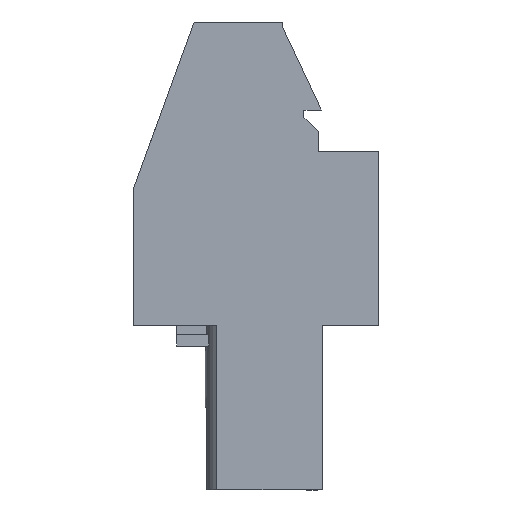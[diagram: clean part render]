
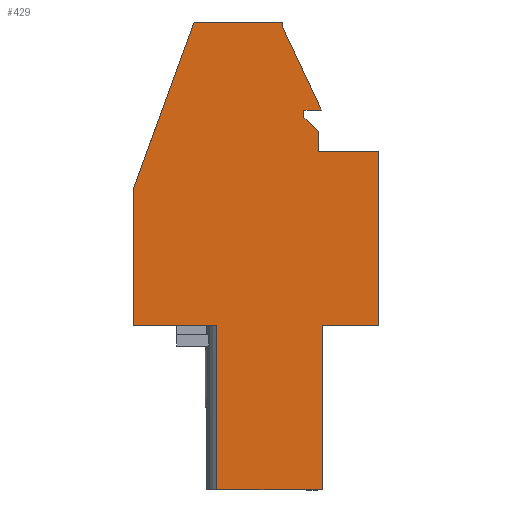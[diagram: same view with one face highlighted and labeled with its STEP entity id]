
A CAD part, left-side view. The second image highlights one B-rep face of the part: STEP entity #429.
In plain terms, the highlighted planar face has unit normal (-1, 0, 0).
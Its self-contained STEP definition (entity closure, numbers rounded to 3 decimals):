
#313=AXIS2_PLACEMENT_3D('Plane Axis2P3D',#310,#311,#312) ;
#49=CARTESIAN_POINT('Vertex',(0.,2.711,7.95)) ;
#52=CARTESIAN_POINT('Line Origine',(0.,2.711,3.975)) ;
#56=CARTESIAN_POINT('Vertex',(0.,2.711,0.)) ;
#107=CARTESIAN_POINT('Line Origine',(0.,1.356,7.95)) ;
#111=CARTESIAN_POINT('Vertex',(0.,0.,7.95)) ;
#310=CARTESIAN_POINT('Axis2P3D Location',(0.,12.132,0.)) ;
#315=CARTESIAN_POINT('Line Origine',(0.,5.261,0.)) ;
#319=CARTESIAN_POINT('Vertex',(0.,7.811,0.)) ;
#322=CARTESIAN_POINT('Line Origine',(0.,0.,12.15)) ;
#326=CARTESIAN_POINT('Vertex',(0.,0.,16.35)) ;
#329=CARTESIAN_POINT('Line Origine',(0.,1.45,16.35)) ;
#333=CARTESIAN_POINT('Vertex',(0.,2.9,16.35)) ;
#336=CARTESIAN_POINT('Line Origine',(0.,2.9,16.825)) ;
#340=CARTESIAN_POINT('Vertex',(0.,2.9,17.3)) ;
#343=CARTESIAN_POINT('Line Origine',(0.,3.25,17.65)) ;
#347=CARTESIAN_POINT('Vertex',(0.,3.6,18.)) ;
#350=CARTESIAN_POINT('Line Origine',(0.,3.6,18.175)) ;
#354=CARTESIAN_POINT('Vertex',(0.,3.6,18.35)) ;
#357=CARTESIAN_POINT('Line Origine',(0.,3.18,18.35)) ;
#361=CARTESIAN_POINT('Vertex',(0.,2.76,18.35)) ;
#364=CARTESIAN_POINT('Line Origine',(0.,3.704,20.375)) ;
#368=CARTESIAN_POINT('Vertex',(0.,4.649,22.4)) ;
#371=CARTESIAN_POINT('Line Origine',(0.,4.649,22.5)) ;
#375=CARTESIAN_POINT('Vertex',(0.,4.649,22.6)) ;
#378=CARTESIAN_POINT('Line Origine',(0.,6.778,22.6)) ;
#382=CARTESIAN_POINT('Vertex',(0.,8.908,22.6)) ;
#385=CARTESIAN_POINT('Line Origine',(0.,10.369,18.586)) ;
#389=CARTESIAN_POINT('Vertex',(0.,11.83,14.572)) ;
#392=CARTESIAN_POINT('Line Origine',(0.,11.83,11.261)) ;
#396=CARTESIAN_POINT('Vertex',(0.,11.83,7.95)) ;
#399=CARTESIAN_POINT('Line Origine',(0.,9.821,7.95)) ;
#403=CARTESIAN_POINT('Vertex',(0.,7.811,7.95)) ;
#406=CARTESIAN_POINT('Line Origine',(0.,7.811,3.975)) ;
#53=DIRECTION('Vector Direction',(0.,0.,1.)) ;
#108=DIRECTION('Vector Direction',(0.,1.,0.)) ;
#311=DIRECTION('Axis2P3D Direction',(-1.,0.,0.)) ;
#312=DIRECTION('Axis2P3D XDirection',(0.,-1.,0.)) ;
#316=DIRECTION('Vector Direction',(0.,1.,0.)) ;
#323=DIRECTION('Vector Direction',(0.,0.,1.)) ;
#330=DIRECTION('Vector Direction',(0.,1.,0.)) ;
#337=DIRECTION('Vector Direction',(0.,0.,1.)) ;
#344=DIRECTION('Vector Direction',(0.,0.707,0.707)) ;
#351=DIRECTION('Vector Direction',(0.,0.,1.)) ;
#358=DIRECTION('Vector Direction',(0.,-1.,0.)) ;
#365=DIRECTION('Vector Direction',(0.,0.423,0.906)) ;
#372=DIRECTION('Vector Direction',(0.,0.,1.)) ;
#379=DIRECTION('Vector Direction',(0.,1.,0.)) ;
#386=DIRECTION('Vector Direction',(0.,0.342,-0.94)) ;
#393=DIRECTION('Vector Direction',(0.,0.,1.)) ;
#400=DIRECTION('Vector Direction',(0.,-1.,0.)) ;
#407=DIRECTION('Vector Direction',(0.,0.,-1.)) ;
#54=VECTOR('Line Direction',#53,1.) ;
#109=VECTOR('Line Direction',#108,1.) ;
#317=VECTOR('Line Direction',#316,1.) ;
#324=VECTOR('Line Direction',#323,1.) ;
#331=VECTOR('Line Direction',#330,1.) ;
#338=VECTOR('Line Direction',#337,1.) ;
#345=VECTOR('Line Direction',#344,1.) ;
#352=VECTOR('Line Direction',#351,1.) ;
#359=VECTOR('Line Direction',#358,1.) ;
#366=VECTOR('Line Direction',#365,1.) ;
#373=VECTOR('Line Direction',#372,1.) ;
#380=VECTOR('Line Direction',#379,1.) ;
#387=VECTOR('Line Direction',#386,1.) ;
#394=VECTOR('Line Direction',#393,1.) ;
#401=VECTOR('Line Direction',#400,1.) ;
#408=VECTOR('Line Direction',#407,1.) ;
#412=ORIENTED_EDGE('',*,*,#321,.T.) ;
#413=ORIENTED_EDGE('',*,*,#58,.T.) ;
#414=ORIENTED_EDGE('',*,*,#113,.T.) ;
#415=ORIENTED_EDGE('',*,*,#328,.T.) ;
#416=ORIENTED_EDGE('',*,*,#335,.T.) ;
#417=ORIENTED_EDGE('',*,*,#342,.T.) ;
#418=ORIENTED_EDGE('',*,*,#349,.T.) ;
#419=ORIENTED_EDGE('',*,*,#356,.T.) ;
#420=ORIENTED_EDGE('',*,*,#363,.T.) ;
#421=ORIENTED_EDGE('',*,*,#370,.T.) ;
#422=ORIENTED_EDGE('',*,*,#377,.T.) ;
#423=ORIENTED_EDGE('',*,*,#384,.T.) ;
#424=ORIENTED_EDGE('',*,*,#391,.T.) ;
#425=ORIENTED_EDGE('',*,*,#398,.T.) ;
#426=ORIENTED_EDGE('',*,*,#405,.F.) ;
#427=ORIENTED_EDGE('',*,*,#410,.T.) ;
#429=ADVANCED_FACE('HOUSING',(#428),#314,.T.) ;
#58=EDGE_CURVE('',#57,#50,#55,.T.) ;
#113=EDGE_CURVE('',#50,#112,#110,.F.) ;
#321=EDGE_CURVE('',#320,#57,#318,.F.) ;
#328=EDGE_CURVE('',#112,#327,#325,.T.) ;
#335=EDGE_CURVE('',#327,#334,#332,.T.) ;
#342=EDGE_CURVE('',#334,#341,#339,.T.) ;
#349=EDGE_CURVE('',#341,#348,#346,.T.) ;
#356=EDGE_CURVE('',#348,#355,#353,.T.) ;
#363=EDGE_CURVE('',#355,#362,#360,.T.) ;
#370=EDGE_CURVE('',#362,#369,#367,.T.) ;
#377=EDGE_CURVE('',#369,#376,#374,.T.) ;
#384=EDGE_CURVE('',#376,#383,#381,.T.) ;
#391=EDGE_CURVE('',#383,#390,#388,.T.) ;
#398=EDGE_CURVE('',#390,#397,#395,.F.) ;
#405=EDGE_CURVE('',#404,#397,#402,.F.) ;
#410=EDGE_CURVE('',#404,#320,#409,.T.) ;
#411=EDGE_LOOP('',(#412,#413,#414,#415,#416,#417,#418,#419,#420,#421,#422,#423,#424,#425,#426,#427)) ;
#428=FACE_OUTER_BOUND('',#411,.T.) ;
#55=LINE('Line',#52,#54) ;
#110=LINE('Line',#107,#109) ;
#318=LINE('Line',#315,#317) ;
#325=LINE('Line',#322,#324) ;
#332=LINE('Line',#329,#331) ;
#339=LINE('Line',#336,#338) ;
#346=LINE('Line',#343,#345) ;
#353=LINE('Line',#350,#352) ;
#360=LINE('Line',#357,#359) ;
#367=LINE('Line',#364,#366) ;
#374=LINE('Line',#371,#373) ;
#381=LINE('Line',#378,#380) ;
#388=LINE('Line',#385,#387) ;
#395=LINE('Line',#392,#394) ;
#402=LINE('Line',#399,#401) ;
#409=LINE('Line',#406,#408) ;
#314=PLANE('',#313) ;
#50=VERTEX_POINT('',#49) ;
#57=VERTEX_POINT('',#56) ;
#112=VERTEX_POINT('',#111) ;
#320=VERTEX_POINT('',#319) ;
#327=VERTEX_POINT('',#326) ;
#334=VERTEX_POINT('',#333) ;
#341=VERTEX_POINT('',#340) ;
#348=VERTEX_POINT('',#347) ;
#355=VERTEX_POINT('',#354) ;
#362=VERTEX_POINT('',#361) ;
#369=VERTEX_POINT('',#368) ;
#376=VERTEX_POINT('',#375) ;
#383=VERTEX_POINT('',#382) ;
#390=VERTEX_POINT('',#389) ;
#397=VERTEX_POINT('',#396) ;
#404=VERTEX_POINT('',#403) ;
